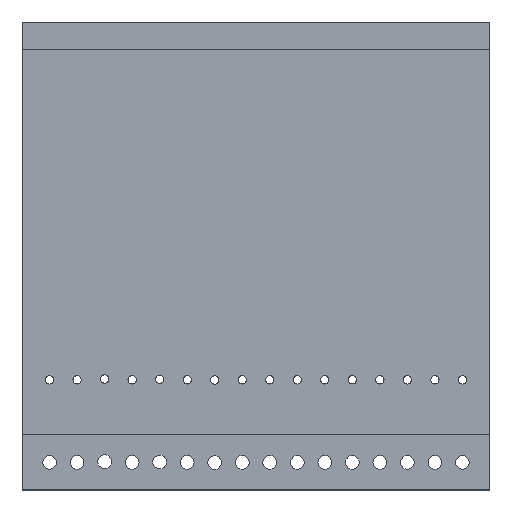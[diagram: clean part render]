
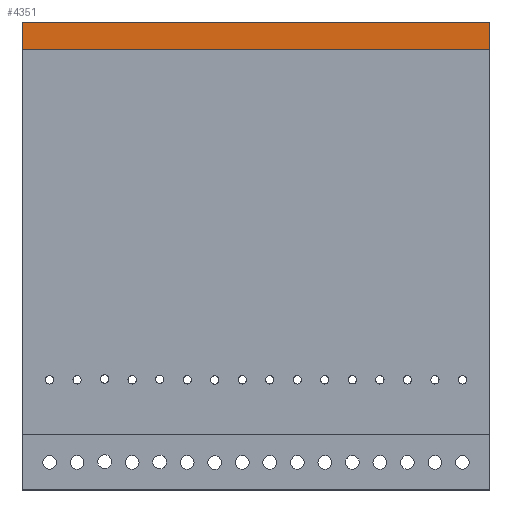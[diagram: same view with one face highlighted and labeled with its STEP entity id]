
A CAD part, top view. The second image highlights one B-rep face of the part: STEP entity #4351.
In plain terms, the highlighted planar face has unit normal (0, 0, 1).
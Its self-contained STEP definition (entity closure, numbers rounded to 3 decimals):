
#134 = PLANE('',#135);
#135 = AXIS2_PLACEMENT_3D('',#136,#137,#138);
#136 = CARTESIAN_POINT('',(170.,85.045,1.678));
#137 = DIRECTION('',(1.,0.,0.));
#138 = DIRECTION('',(0.,0.,1.));
#162 = PLANE('',#163);
#163 = AXIS2_PLACEMENT_3D('',#164,#165,#166);
#164 = CARTESIAN_POINT('',(85.,170.,2.3));
#165 = DIRECTION('',(0.,1.,0.));
#166 = DIRECTION('',(0.,0.,1.));
#188 = PLANE('',#189);
#189 = AXIS2_PLACEMENT_3D('',#190,#191,#192);
#190 = CARTESIAN_POINT('',(0.,85.045,1.678));
#191 = DIRECTION('',(-1.,-0.,-0.));
#192 = DIRECTION('',(0.,0.,-1.));
#1401 = VERTEX_POINT('',#1402);
#1402 = CARTESIAN_POINT('',(0.,160.,4.6));
#1416 = PLANE('',#1417);
#1417 = AXIS2_PLACEMENT_3D('',#1418,#1419,#1420);
#1418 = CARTESIAN_POINT('',(170.,160.,3.));
#1419 = DIRECTION('',(0.,-1.,0.));
#1420 = DIRECTION('',(-1.,0.,0.));
#1428 = EDGE_CURVE('',#1429,#1401,#1431,.T.);
#1429 = VERTEX_POINT('',#1430);
#1430 = CARTESIAN_POINT('',(0.,170.,4.6));
#1431 = SURFACE_CURVE('',#1432,(#1436,#1443),.PCURVE_S1.);
#1432 = LINE('',#1433,#1434);
#1433 = CARTESIAN_POINT('',(0.,170.,4.6));
#1434 = VECTOR('',#1435,1.);
#1435 = DIRECTION('',(0.,-1.,0.));
#1436 = PCURVE('',#188,#1437);
#1437 = DEFINITIONAL_REPRESENTATION('',(#1438),#1442);
#1438 = LINE('',#1439,#1440);
#1439 = CARTESIAN_POINT('',(-2.922,-84.955));
#1440 = VECTOR('',#1441,1.);
#1441 = DIRECTION('',(0.,1.));
#1442 = ( GEOMETRIC_REPRESENTATION_CONTEXT(2) 
PARAMETRIC_REPRESENTATION_CONTEXT() REPRESENTATION_CONTEXT('2D SPACE',''
  ) );
#1443 = PCURVE('',#1444,#1449);
#1444 = PLANE('',#1445);
#1445 = AXIS2_PLACEMENT_3D('',#1446,#1447,#1448);
#1446 = CARTESIAN_POINT('',(85.,165.,4.6));
#1447 = DIRECTION('',(-0.,-0.,-1.));
#1448 = DIRECTION('',(-1.,0.,0.));
#1449 = DEFINITIONAL_REPRESENTATION('',(#1450),#1454);
#1450 = LINE('',#1451,#1452);
#1451 = CARTESIAN_POINT('',(85.,5.));
#1452 = VECTOR('',#1453,1.);
#1453 = DIRECTION('',(0.,-1.));
#1454 = ( GEOMETRIC_REPRESENTATION_CONTEXT(2) 
PARAMETRIC_REPRESENTATION_CONTEXT() REPRESENTATION_CONTEXT('2D SPACE',''
  ) );
#1483 = VERTEX_POINT('',#1484);
#1484 = CARTESIAN_POINT('',(170.,170.,4.6));
#1505 = EDGE_CURVE('',#1483,#1506,#1508,.T.);
#1506 = VERTEX_POINT('',#1507);
#1507 = CARTESIAN_POINT('',(170.,160.,4.6));
#1508 = SURFACE_CURVE('',#1509,(#1513,#1520),.PCURVE_S1.);
#1509 = LINE('',#1510,#1511);
#1510 = CARTESIAN_POINT('',(170.,170.,4.6));
#1511 = VECTOR('',#1512,1.);
#1512 = DIRECTION('',(0.,-1.,0.));
#1513 = PCURVE('',#134,#1514);
#1514 = DEFINITIONAL_REPRESENTATION('',(#1515),#1519);
#1515 = LINE('',#1516,#1517);
#1516 = CARTESIAN_POINT('',(2.922,-84.955));
#1517 = VECTOR('',#1518,1.);
#1518 = DIRECTION('',(0.,1.));
#1519 = ( GEOMETRIC_REPRESENTATION_CONTEXT(2) 
PARAMETRIC_REPRESENTATION_CONTEXT() REPRESENTATION_CONTEXT('2D SPACE',''
  ) );
#1520 = PCURVE('',#1444,#1521);
#1521 = DEFINITIONAL_REPRESENTATION('',(#1522),#1526);
#1522 = LINE('',#1523,#1524);
#1523 = CARTESIAN_POINT('',(-85.,5.));
#1524 = VECTOR('',#1525,1.);
#1525 = DIRECTION('',(0.,-1.));
#1526 = ( GEOMETRIC_REPRESENTATION_CONTEXT(2) 
PARAMETRIC_REPRESENTATION_CONTEXT() REPRESENTATION_CONTEXT('2D SPACE',''
  ) );
#1624 = EDGE_CURVE('',#1429,#1483,#1625,.T.);
#1625 = SURFACE_CURVE('',#1626,(#1630,#1637),.PCURVE_S1.);
#1626 = LINE('',#1627,#1628);
#1627 = CARTESIAN_POINT('',(0.,170.,4.6));
#1628 = VECTOR('',#1629,1.);
#1629 = DIRECTION('',(1.,0.,0.));
#1630 = PCURVE('',#162,#1631);
#1631 = DEFINITIONAL_REPRESENTATION('',(#1632),#1636);
#1632 = LINE('',#1633,#1634);
#1633 = CARTESIAN_POINT('',(2.3,-85.));
#1634 = VECTOR('',#1635,1.);
#1635 = DIRECTION('',(0.,1.));
#1636 = ( GEOMETRIC_REPRESENTATION_CONTEXT(2) 
PARAMETRIC_REPRESENTATION_CONTEXT() REPRESENTATION_CONTEXT('2D SPACE',''
  ) );
#1637 = PCURVE('',#1444,#1638);
#1638 = DEFINITIONAL_REPRESENTATION('',(#1639),#1643);
#1639 = LINE('',#1640,#1641);
#1640 = CARTESIAN_POINT('',(85.,5.));
#1641 = VECTOR('',#1642,1.);
#1642 = DIRECTION('',(-1.,0.));
#1643 = ( GEOMETRIC_REPRESENTATION_CONTEXT(2) 
PARAMETRIC_REPRESENTATION_CONTEXT() REPRESENTATION_CONTEXT('2D SPACE',''
  ) );
#4329 = EDGE_CURVE('',#1506,#1401,#4330,.T.);
#4330 = SURFACE_CURVE('',#4331,(#4335,#4342),.PCURVE_S1.);
#4331 = LINE('',#4332,#4333);
#4332 = CARTESIAN_POINT('',(170.,160.,4.6));
#4333 = VECTOR('',#4334,1.);
#4334 = DIRECTION('',(-1.,0.,0.));
#4335 = PCURVE('',#1416,#4336);
#4336 = DEFINITIONAL_REPRESENTATION('',(#4337),#4341);
#4337 = LINE('',#4338,#4339);
#4338 = CARTESIAN_POINT('',(0.,-1.6));
#4339 = VECTOR('',#4340,1.);
#4340 = DIRECTION('',(1.,0.));
#4341 = ( GEOMETRIC_REPRESENTATION_CONTEXT(2) 
PARAMETRIC_REPRESENTATION_CONTEXT() REPRESENTATION_CONTEXT('2D SPACE',''
  ) );
#4342 = PCURVE('',#1444,#4343);
#4343 = DEFINITIONAL_REPRESENTATION('',(#4344),#4348);
#4344 = LINE('',#4345,#4346);
#4345 = CARTESIAN_POINT('',(-85.,-5.));
#4346 = VECTOR('',#4347,1.);
#4347 = DIRECTION('',(1.,0.));
#4348 = ( GEOMETRIC_REPRESENTATION_CONTEXT(2) 
PARAMETRIC_REPRESENTATION_CONTEXT() REPRESENTATION_CONTEXT('2D SPACE',''
  ) );
#4351 = ADVANCED_FACE('',(#4352),#1444,.F.);
#4352 = FACE_BOUND('',#4353,.F.);
#4353 = EDGE_LOOP('',(#4354,#4355,#4356,#4357));
#4354 = ORIENTED_EDGE('',*,*,#1505,.T.);
#4355 = ORIENTED_EDGE('',*,*,#4329,.T.);
#4356 = ORIENTED_EDGE('',*,*,#1428,.F.);
#4357 = ORIENTED_EDGE('',*,*,#1624,.T.);
